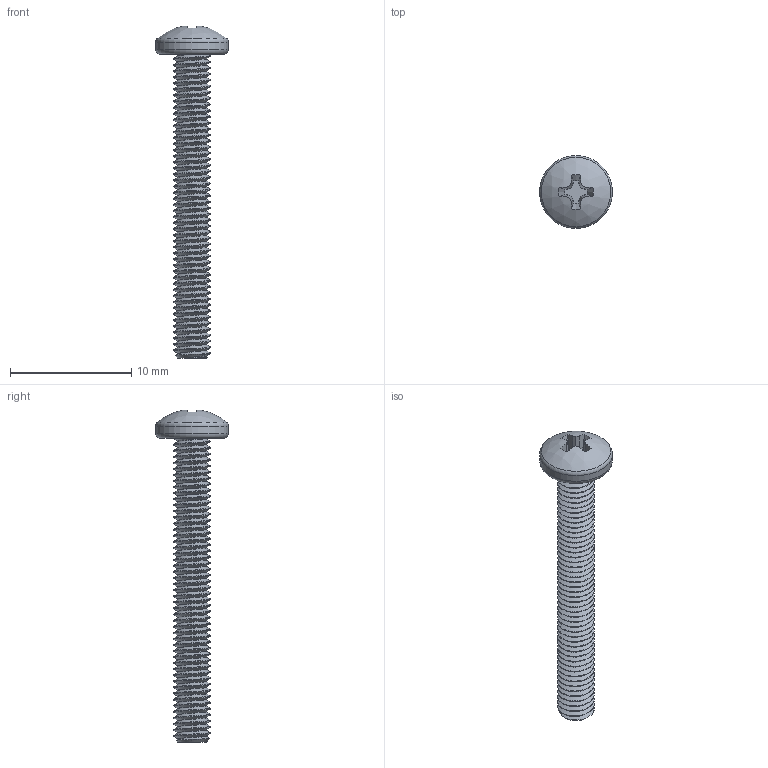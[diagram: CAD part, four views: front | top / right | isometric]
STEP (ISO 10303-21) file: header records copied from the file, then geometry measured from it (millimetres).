
FILE_DESCRIPTION(/* description */ (''),/* implementation_level */ '2;1');
FILE_NAME(/* name */ 'Bolt.stp',/* time_stamp */ '2025-02-10T20:43:34+03:00',/* author */ ('User'),/* organization */ (''),/* preprocessor_version */ 'ST-DEVELOPER v18.1',/* originating_system */ 'Autodesk Inventor 2022',/* authorisation */ '');
FILE_SCHEMA (('AUTOMOTIVE_DESIGN { 1 0 10303 214 3 1 1 }'));
Length unit declared in the file: millimetre
Products named in the file (1): Bolt
Bounding box: 6 x 6 x 27.34 mm (x, y, z)
Volume: 186.9 mm3; surface area: 459.8 mm2
Topology: 1 solids, 1 shells, 133 faces, 389 edges, 260 vertices
Faces by surface type: cylinder 102, plane 19, cone 6, bspline 3, torus 2, sphere 1
Full cylindrical faces by diameter (mm): 2.35 x49, 3 x48, 6 x1
Entity records: 13685 total; most frequent: CARTESIAN_POINT 10523, ORIENTED_EDGE 778, DIRECTION 468, EDGE_CURVE 389, VERTEX_POINT 260, B_SPLINE_CURVE_WITH_KNOTS 213, AXIS2_PLACEMENT_3D 169, EDGE_LOOP 135
